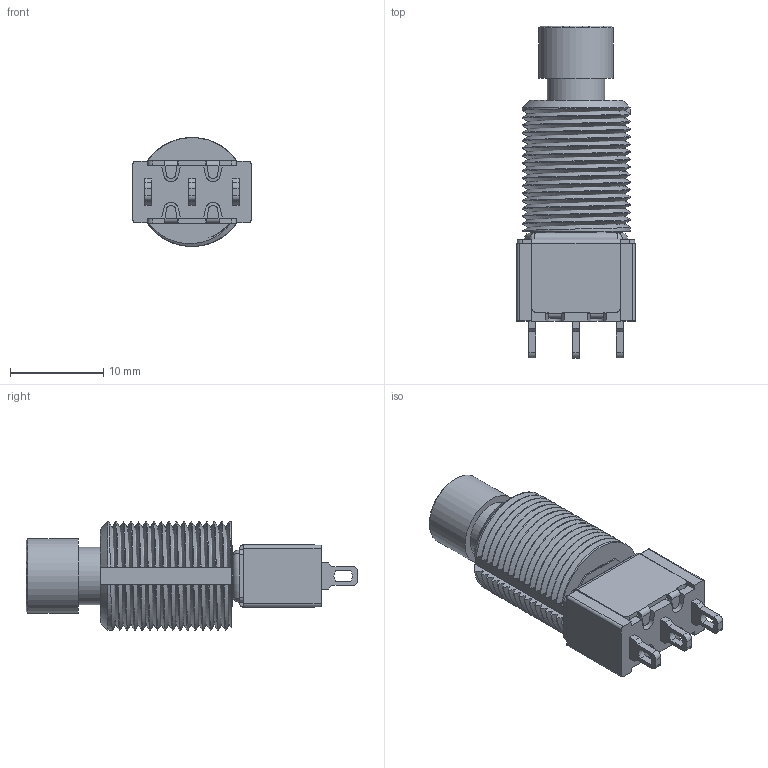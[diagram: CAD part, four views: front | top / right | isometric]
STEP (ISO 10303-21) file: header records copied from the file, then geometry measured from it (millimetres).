
FILE_DESCRIPTION (( 'STEP AP214' ), '1' );
FILE_NAME ('7LSCD1QE.STEP', '2016-04-18T03:59:26', ( 'user' ), ( 'Hewlett-Packard Company' ), 'SwSTEP 2.0', 'SolidWorks 2015', '' );
FILE_SCHEMA (( 'AUTOMOTIVE_DESIGN' ));
Length unit declared in the file: millimetre
Products named in the file (9): WTE035; WTE034; ca001-1; 7LSCD1QE; CP060; WPU036; WBU1050; WSU152; who403-T
Assembly tree (9 placements, depth 2):
  7LSCD1QE
    ca001-1
    WTE034  x2
    WTE035
    who403-T
    WSU152
    WBU1050
    WPU036
    CP060
Bounding box: 12.7 x 35.67 x 11.7 mm (x, y, z)
Volume: 1910 mm3; surface area: 3356.8 mm2
Topology: 9 solids, 9 shells, 369 faces, 1020 edges, 658 vertices
Faces by surface type: plane 229, cylinder 105, bspline 25, cone 6, torus 4
Full cylindrical faces by diameter (mm): 6.05 x1, 6.15 x1, 6.2 x1, 6.7 x1, 6.8 x1, 8 x1
Entity records: 81213 total; most frequent: CARTESIAN_POINT 72337, ORIENTED_EDGE 1856, DIRECTION 1633, EDGE_CURVE 928, LINE 641, VECTOR 641, VERTEX_POINT 611, AXIS2_PLACEMENT_3D 496
